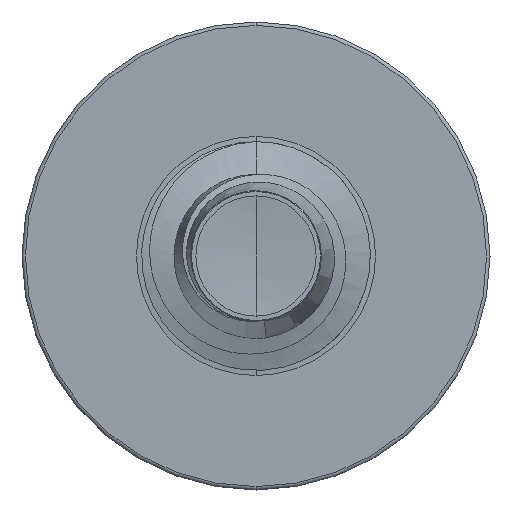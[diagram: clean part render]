
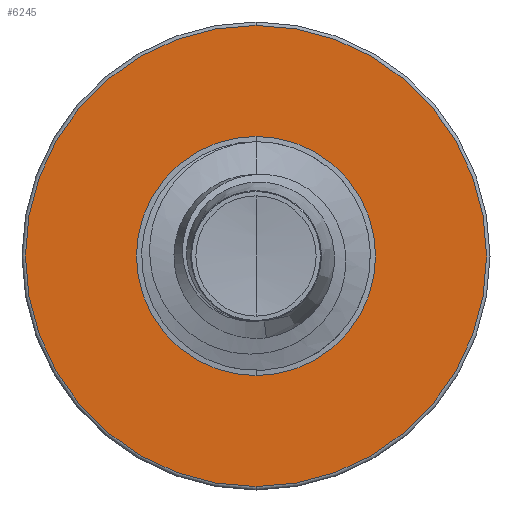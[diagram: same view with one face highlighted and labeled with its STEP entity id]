
A CAD part, front view. The second image highlights one B-rep face of the part: STEP entity #6245.
In plain terms, the highlighted planar face has unit normal (0, -1, 0).
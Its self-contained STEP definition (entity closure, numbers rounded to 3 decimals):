
#8 = AXIS2_PLACEMENT_3D ( 'NONE', #4042, #4059, #4459 ) ;
#92 = EDGE_CURVE ( 'NONE', #4400, #7410, #181, .T. ) ;
#109 = CIRCLE ( 'NONE', #8, 2.217 ) ;
#181 = CIRCLE ( 'NONE', #6212, 1.15 ) ;
#308 = CARTESIAN_POINT ( 'NONE',  ( 0., 2.25, -2.217 ) ) ;
#342 = EDGE_CURVE ( 'NONE', #3764, #1094, #109, .T. ) ;
#371 = AXIS2_PLACEMENT_3D ( 'NONE', #3615, #7677, #4246 ) ;
#700 = CARTESIAN_POINT ( 'NONE',  ( 0., 2.25, 1.15 ) ) ;
#928 = ORIENTED_EDGE ( 'NONE', *, *, #92, .T. ) ;
#935 = CARTESIAN_POINT ( 'NONE',  ( 0., 2.25, 0. ) ) ;
#1086 = ORIENTED_EDGE ( 'NONE', *, *, #1748, .F. ) ;
#1094 = VERTEX_POINT ( 'NONE', #308 ) ;
#1638 = DIRECTION ( 'NONE',  ( 0., 0., 1. ) ) ;
#1748 = EDGE_CURVE ( 'NONE', #1094, #3764, #7423, .T. ) ;
#1770 = FACE_BOUND ( 'NONE', #2864, .T. ) ;
#1815 = CIRCLE ( 'NONE', #371, 1.15 ) ;
#2286 = CARTESIAN_POINT ( 'NONE',  ( 0., 2.25, 0. ) ) ;
#2337 = ORIENTED_EDGE ( 'NONE', *, *, #5417, .T. ) ;
#2647 = PLANE ( 'NONE',  #6992 ) ;
#2864 = EDGE_LOOP ( 'NONE', ( #928, #2337 ) ) ;
#3308 = CARTESIAN_POINT ( 'NONE',  ( 0., 2.25, -1.15 ) ) ;
#3615 = CARTESIAN_POINT ( 'NONE',  ( 0., 2.25, 0. ) ) ;
#3764 = VERTEX_POINT ( 'NONE', #7457 ) ;
#3936 = DIRECTION ( 'NONE',  ( 0., 0., 1. ) ) ;
#4042 = CARTESIAN_POINT ( 'NONE',  ( 0., 2.25, 0. ) ) ;
#4059 = DIRECTION ( 'NONE',  ( 0., 1., 0. ) ) ;
#4246 = DIRECTION ( 'NONE',  ( 0., 0., 1. ) ) ;
#4400 = VERTEX_POINT ( 'NONE', #700 ) ;
#4459 = DIRECTION ( 'NONE',  ( 0., 0., 1. ) ) ;
#4673 = CARTESIAN_POINT ( 'NONE',  ( 0., 2.25, -1.15 ) ) ;
#4952 = DIRECTION ( 'NONE',  ( 0., 0., 1. ) ) ;
#5240 = DIRECTION ( 'NONE',  ( 0., 1., 0. ) ) ;
#5417 = EDGE_CURVE ( 'NONE', #7410, #4400, #1815, .T. ) ;
#5445 = DIRECTION ( 'NONE',  ( 0., 1., 0. ) ) ;
#5512 = ORIENTED_EDGE ( 'NONE', *, *, #342, .F. ) ;
#5877 = EDGE_LOOP ( 'NONE', ( #5512, #1086 ) ) ;
#6212 = AXIS2_PLACEMENT_3D ( 'NONE', #2286, #5240, #4952 ) ;
#6245 = ADVANCED_FACE ( 'NONE', ( #7519, #1770 ), #2647, .F. ) ;
#6992 = AXIS2_PLACEMENT_3D ( 'NONE', #3308, #7909, #3936 ) ;
#7410 = VERTEX_POINT ( 'NONE', #4673 ) ;
#7423 = CIRCLE ( 'NONE', #7769, 2.217 ) ;
#7457 = CARTESIAN_POINT ( 'NONE',  ( 0., 2.25, 2.217 ) ) ;
#7519 = FACE_OUTER_BOUND ( 'NONE', #5877, .T. ) ;
#7677 = DIRECTION ( 'NONE',  ( 0., 1., 0. ) ) ;
#7769 = AXIS2_PLACEMENT_3D ( 'NONE', #935, #5445, #1638 ) ;
#7909 = DIRECTION ( 'NONE',  ( 0., 1., 0. ) ) ;
